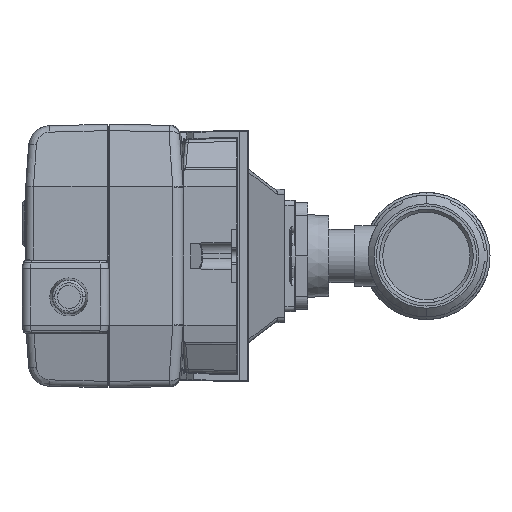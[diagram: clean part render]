
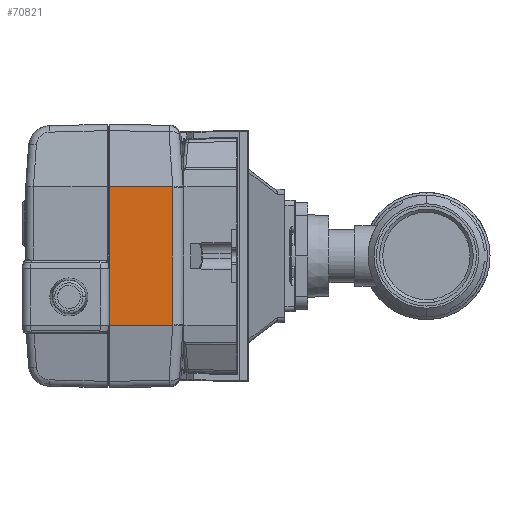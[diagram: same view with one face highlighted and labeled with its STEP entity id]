
A CAD part, left-side view. The second image highlights one B-rep face of the part: STEP entity #70821.
In plain terms, the highlighted face is planar.
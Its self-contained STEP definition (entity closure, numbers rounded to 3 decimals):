
#1263 = AXIS2_PLACEMENT_3D ( 'NONE', #87777, #78810, #33731 ) ;
#5000 = LINE ( 'NONE', #50539, #30453 ) ;
#6590 = FACE_OUTER_BOUND ( 'NONE', #116519, .T. ) ;
#8021 = VERTEX_POINT ( 'NONE', #15083 ) ;
#9290 = DIRECTION ( 'NONE',  ( -0.001, -0.998, -0.07 ) ) ;
#10168 = ORIENTED_EDGE ( 'NONE', *, *, #40568, .F. ) ;
#10413 = VERTEX_POINT ( 'NONE', #77785 ) ;
#11958 = CARTESIAN_POINT ( 'NONE',  ( 160., 33.104, 47.7 ) ) ;
#12551 = CARTESIAN_POINT ( 'NONE',  ( 160., -26.03, 47.7 ) ) ;
#13218 = CARTESIAN_POINT ( 'NONE',  ( 160., -25.8, 47.7 ) ) ;
#14571 = LINE ( 'NONE', #31099, #54591 ) ;
#15083 = CARTESIAN_POINT ( 'NONE',  ( 159.585, -25.422, 23.93 ) ) ;
#17018 = LINE ( 'NONE', #81605, #102551 ) ;
#22554 = DIRECTION ( 'NONE',  ( 0.017, 0.002, 1. ) ) ;
#23890 = CARTESIAN_POINT ( 'NONE',  ( 159.586, -25.987, 23.97 ) ) ;
#23927 = DIRECTION ( 'NONE',  ( 0., 1., 0. ) ) ;
#28933 = EDGE_CURVE ( 'NONE', #43012, #48855, #17018, .T. ) ;
#30453 = VECTOR ( 'NONE', #23927, 1000. ) ;
#30824 = CARTESIAN_POINT ( 'NONE',  ( 159.586, 25.987, 23.97 ) ) ;
#31099 = CARTESIAN_POINT ( 'NONE',  ( 159.585, -25.709, 23.95 ) ) ;
#31457 = ORIENTED_EDGE ( 'NONE', *, *, #59945, .T. ) ;
#31594 = CARTESIAN_POINT ( 'NONE',  ( 159.586, 25.987, 23.97 ) ) ;
#33731 = DIRECTION ( 'NONE',  ( -0.017, 0., -1. ) ) ;
#34564 = CARTESIAN_POINT ( 'NONE',  ( 160., 33.104, 47.7 ) ) ;
#36001 = EDGE_CURVE ( 'NONE', #56700, #104992, #43487, .T. ) ;
#36013 = ORIENTED_EDGE ( 'NONE', *, *, #103022, .T. ) ;
#37440 = ORIENTED_EDGE ( 'NONE', *, *, #42342, .T. ) ;
#38602 = LINE ( 'NONE', #12551, #86811 ) ;
#39181 = LINE ( 'NONE', #11958, #91424 ) ;
#39197 = DIRECTION ( 'NONE',  ( -0.017, 0.002, -1. ) ) ;
#39443 = LINE ( 'NONE', #112389, #73587 ) ;
#39782 = VERTEX_POINT ( 'NONE', #79336 ) ;
#40568 = EDGE_CURVE ( 'NONE', #8021, #107505, #14571, .T. ) ;
#42342 = EDGE_CURVE ( 'NONE', #8021, #48855, #5000, .T. ) ;
#43012 = VERTEX_POINT ( 'NONE', #31594 ) ;
#43487 = LINE ( 'NONE', #34564, #106934 ) ;
#44082 = DIRECTION ( 'NONE',  ( 0., -1., 0. ) ) ;
#45713 = ORIENTED_EDGE ( 'NONE', *, *, #28933, .F. ) ;
#46832 = LINE ( 'NONE', #30824, #91868 ) ;
#47639 = CARTESIAN_POINT ( 'NONE',  ( 160., -26.03, 47.7 ) ) ;
#48855 = VERTEX_POINT ( 'NONE', #73543 ) ;
#50539 = CARTESIAN_POINT ( 'NONE',  ( 159.585, 0., 23.93 ) ) ;
#54591 = VECTOR ( 'NONE', #57783, 1000. ) ;
#56700 = VERTEX_POINT ( 'NONE', #13218 ) ;
#57548 = DIRECTION ( 'NONE',  ( 0., -1., 0. ) ) ;
#57783 = DIRECTION ( 'NONE',  ( 0.001, -0.998, 0.07 ) ) ;
#59855 = PLANE ( 'NONE',  #1263 ) ;
#59945 = EDGE_CURVE ( 'NONE', #10413, #39782, #39181, .T. ) ;
#64490 = EDGE_CURVE ( 'NONE', #56700, #39782, #39443, .T. ) ;
#67118 = ORIENTED_EDGE ( 'NONE', *, *, #83964, .T. ) ;
#68464 = DIRECTION ( 'NONE',  ( 0., 1., 0. ) ) ;
#70821 = ADVANCED_FACE ( 'NONE', ( #6590 ), #59855, .T. ) ;
#73543 = CARTESIAN_POINT ( 'NONE',  ( 159.585, 25.422, 23.93 ) ) ;
#73587 = VECTOR ( 'NONE', #68464, 1000. ) ;
#77785 = CARTESIAN_POINT ( 'NONE',  ( 160., 26.03, 47.7 ) ) ;
#78810 = DIRECTION ( 'NONE',  ( 1., 0., -0.017 ) ) ;
#79336 = CARTESIAN_POINT ( 'NONE',  ( 160., -4.8, 47.7 ) ) ;
#81605 = CARTESIAN_POINT ( 'NONE',  ( 159.585, 25.709, 23.95 ) ) ;
#83964 = EDGE_CURVE ( 'NONE', #104992, #107505, #38602, .T. ) ;
#86811 = VECTOR ( 'NONE', #39197, 1000. ) ;
#87777 = CARTESIAN_POINT ( 'NONE',  ( 160., 0., 47.7 ) ) ;
#91424 = VECTOR ( 'NONE', #57548, 1000. ) ;
#91868 = VECTOR ( 'NONE', #22554, 1000. ) ;
#96425 = ORIENTED_EDGE ( 'NONE', *, *, #64490, .F. ) ;
#102551 = VECTOR ( 'NONE', #9290, 1000. ) ;
#103022 = EDGE_CURVE ( 'NONE', #43012, #10413, #46832, .T. ) ;
#104992 = VERTEX_POINT ( 'NONE', #47639 ) ;
#106070 = ORIENTED_EDGE ( 'NONE', *, *, #36001, .T. ) ;
#106934 = VECTOR ( 'NONE', #44082, 1000. ) ;
#107505 = VERTEX_POINT ( 'NONE', #23890 ) ;
#112389 = CARTESIAN_POINT ( 'NONE',  ( 160., -26.85, 47.7 ) ) ;
#116519 = EDGE_LOOP ( 'NONE', ( #67118, #10168, #37440, #45713, #36013, #31457, #96425, #106070 ) ) ;
